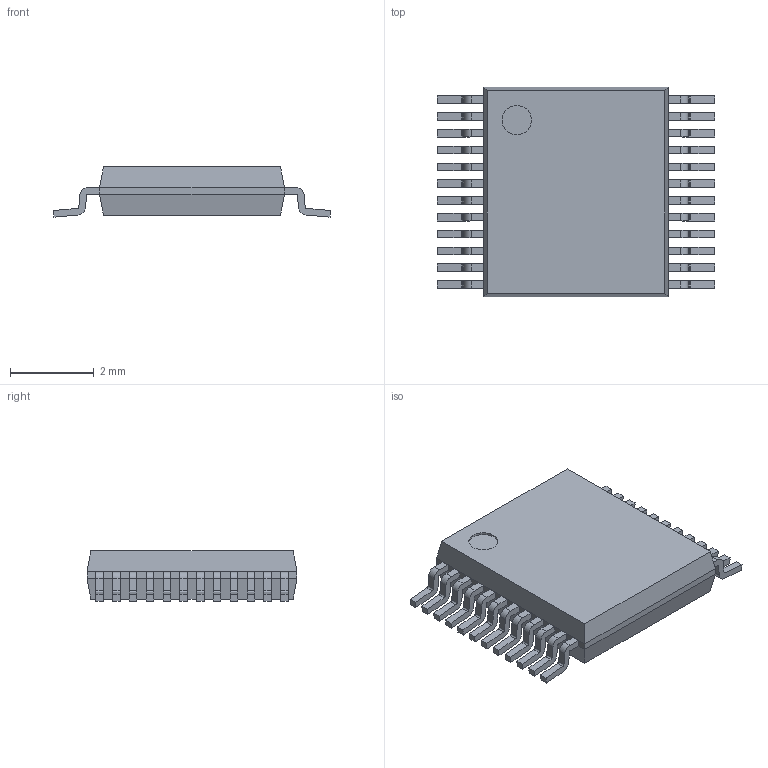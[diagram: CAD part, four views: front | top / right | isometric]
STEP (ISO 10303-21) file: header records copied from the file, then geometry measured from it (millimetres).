
FILE_DESCRIPTION((''),'2;1');
FILE_NAME('SOP40P640X120-24N.stp','2012-05-31T17:00:08',(''),(''),'Mechanical Desktop 2011','Mechanical Desktop 2011',', , ');
FILE_SCHEMA(('AUTOMOTIVE_DESIGN { 1 2 10303 214 1 1 1 1 }'));
Length unit declared in the file: millimetre
Products named in the file (1): Product
Bounding box: 6.6 x 5 x 1.2 mm (x, y, z)
Volume: 25.5 mm3; surface area: 175.8 mm2
Topology: 27 solids, 27 shells, 357 faces, 906 edges, 604 vertices
Faces by surface type: bspline 176, plane 131, cylinder 50
Entity records: 11366 total; most frequent: CARTESIAN_POINT 3068, ORIENTED_EDGE 1812, DIRECTION 1466, EDGE_CURVE 906, VECTOR 710, LINE 710, VERTEX_POINT 604, AXIS2_PLACEMENT_3D 378
